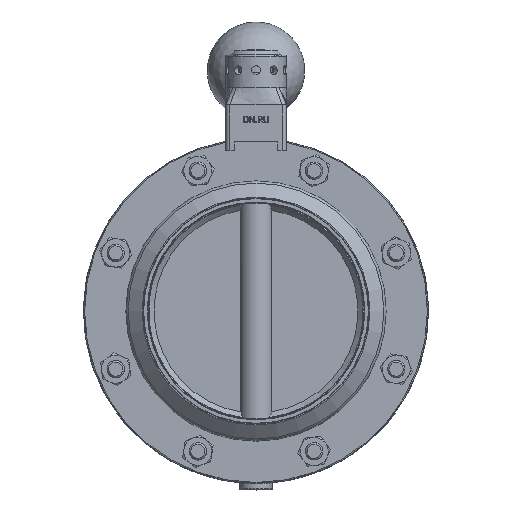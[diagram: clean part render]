
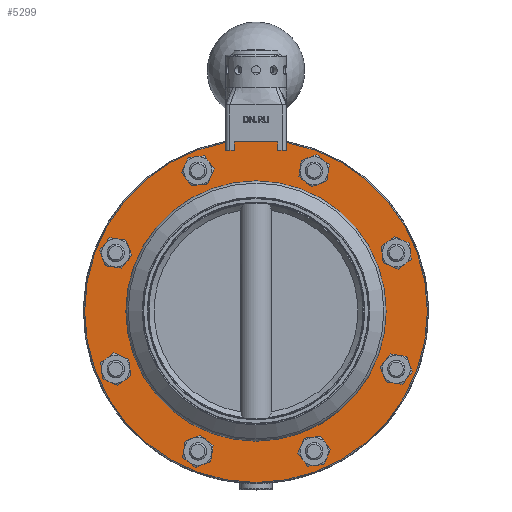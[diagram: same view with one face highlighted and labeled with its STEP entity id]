
A CAD part, top view. The second image highlights one B-rep face of the part: STEP entity #5299.
In plain terms, the highlighted planar face has unit normal (0, 0, 1).
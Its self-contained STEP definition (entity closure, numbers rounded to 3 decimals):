
#163=FACE_BOUND('',#1619,.T.);
#164=FACE_BOUND('',#1620,.T.);
#165=FACE_BOUND('',#1621,.T.);
#166=FACE_BOUND('',#1622,.T.);
#167=FACE_BOUND('',#1623,.T.);
#168=FACE_BOUND('',#1624,.T.);
#169=FACE_BOUND('',#1625,.T.);
#170=FACE_BOUND('',#1626,.T.);
#171=FACE_BOUND('',#1627,.T.);
#276=PLANE('',#5791);
#557=LINE('',#9909,#916);
#560=LINE('',#9919,#919);
#583=LINE('',#10213,#942);
#598=LINE('',#10241,#957);
#599=LINE('',#10245,#958);
#600=LINE('',#10246,#959);
#916=VECTOR('',#6710,10.);
#919=VECTOR('',#6719,10.);
#942=VECTOR('',#6768,10.);
#957=VECTOR('',#6793,10.);
#958=VECTOR('',#6798,10.);
#959=VECTOR('',#6799,10.);
#1320=FACE_OUTER_BOUND('',#1618,.T.);
#1618=EDGE_LOOP('',(#4371,#4372,#4373,#4374,#4375,#4376,#4377,#4378));
#1619=EDGE_LOOP('',(#4379));
#1620=EDGE_LOOP('',(#4380));
#1621=EDGE_LOOP('',(#4381));
#1622=EDGE_LOOP('',(#4382));
#1623=EDGE_LOOP('',(#4383));
#1624=EDGE_LOOP('',(#4384));
#1625=EDGE_LOOP('',(#4385));
#1626=EDGE_LOOP('',(#4386));
#1627=EDGE_LOOP('',(#4387));
#1964=CIRCLE('',#5683,79.);
#2029=CIRCLE('',#5792,79.5);
#2030=CIRCLE('',#5793,60.);
#2031=CIRCLE('',#5794,4.);
#2032=CIRCLE('',#5795,4.);
#2033=CIRCLE('',#5796,4.);
#2034=CIRCLE('',#5797,4.);
#2035=CIRCLE('',#5798,4.);
#2036=CIRCLE('',#5799,4.);
#2037=CIRCLE('',#5800,4.);
#2038=CIRCLE('',#5801,4.);
#2357=VERTEX_POINT('',#8937);
#2360=VERTEX_POINT('',#8951);
#2479=VERTEX_POINT('',#9906);
#2480=VERTEX_POINT('',#9908);
#2483=VERTEX_POINT('',#9916);
#2484=VERTEX_POINT('',#9918);
#2510=VERTEX_POINT('',#10239);
#2511=VERTEX_POINT('',#10243);
#2512=VERTEX_POINT('',#10247);
#2513=VERTEX_POINT('',#10249);
#2514=VERTEX_POINT('',#10251);
#2515=VERTEX_POINT('',#10253);
#2516=VERTEX_POINT('',#10255);
#2517=VERTEX_POINT('',#10257);
#2518=VERTEX_POINT('',#10259);
#2519=VERTEX_POINT('',#10261);
#2520=VERTEX_POINT('',#10263);
#2963=EDGE_CURVE('',#2360,#2357,#1964,.T.);
#3126=EDGE_CURVE('',#2480,#2479,#557,.T.);
#3131=EDGE_CURVE('',#2484,#2483,#560,.T.);
#3164=EDGE_CURVE('',#2360,#2480,#583,.T.);
#3179=EDGE_CURVE('',#2479,#2510,#598,.T.);
#3180=EDGE_CURVE('',#2510,#2511,#2029,.T.);
#3181=EDGE_CURVE('',#2511,#2484,#599,.T.);
#3182=EDGE_CURVE('',#2483,#2357,#600,.T.);
#3183=EDGE_CURVE('',#2512,#2512,#2030,.T.);
#3184=EDGE_CURVE('',#2513,#2513,#2031,.T.);
#3185=EDGE_CURVE('',#2514,#2514,#2032,.T.);
#3186=EDGE_CURVE('',#2515,#2515,#2033,.T.);
#3187=EDGE_CURVE('',#2516,#2516,#2034,.T.);
#3188=EDGE_CURVE('',#2517,#2517,#2035,.T.);
#3189=EDGE_CURVE('',#2518,#2518,#2036,.T.);
#3190=EDGE_CURVE('',#2519,#2519,#2037,.T.);
#3191=EDGE_CURVE('',#2520,#2520,#2038,.T.);
#4371=ORIENTED_EDGE('',*,*,#2963,.F.);
#4372=ORIENTED_EDGE('',*,*,#3164,.T.);
#4373=ORIENTED_EDGE('',*,*,#3126,.T.);
#4374=ORIENTED_EDGE('',*,*,#3179,.T.);
#4375=ORIENTED_EDGE('',*,*,#3180,.T.);
#4376=ORIENTED_EDGE('',*,*,#3181,.T.);
#4377=ORIENTED_EDGE('',*,*,#3131,.T.);
#4378=ORIENTED_EDGE('',*,*,#3182,.T.);
#4379=ORIENTED_EDGE('',*,*,#3183,.T.);
#4380=ORIENTED_EDGE('',*,*,#3184,.T.);
#4381=ORIENTED_EDGE('',*,*,#3185,.T.);
#4382=ORIENTED_EDGE('',*,*,#3186,.T.);
#4383=ORIENTED_EDGE('',*,*,#3187,.T.);
#4384=ORIENTED_EDGE('',*,*,#3188,.T.);
#4385=ORIENTED_EDGE('',*,*,#3189,.T.);
#4386=ORIENTED_EDGE('',*,*,#3190,.T.);
#4387=ORIENTED_EDGE('',*,*,#3191,.T.);
#5299=ADVANCED_FACE('',(#1320,#163,#164,#165,#166,#167,#168,#169,#170,#171),
#276,.T.);
#5683=AXIS2_PLACEMENT_3D('',#8962,#6476,#6477);
#5791=AXIS2_PLACEMENT_3D('',#10242,#6794,#6795);
#5792=AXIS2_PLACEMENT_3D('',#10244,#6796,#6797);
#5793=AXIS2_PLACEMENT_3D('',#10248,#6800,#6801);
#5794=AXIS2_PLACEMENT_3D('',#10250,#6802,#6803);
#5795=AXIS2_PLACEMENT_3D('',#10252,#6804,#6805);
#5796=AXIS2_PLACEMENT_3D('',#10254,#6806,#6807);
#5797=AXIS2_PLACEMENT_3D('',#10256,#6808,#6809);
#5798=AXIS2_PLACEMENT_3D('',#10258,#6810,#6811);
#5799=AXIS2_PLACEMENT_3D('',#10260,#6812,#6813);
#5800=AXIS2_PLACEMENT_3D('',#10262,#6814,#6815);
#5801=AXIS2_PLACEMENT_3D('',#10264,#6816,#6817);
#6476=DIRECTION('center_axis',(0.,0.,-1.));
#6477=DIRECTION('ref_axis',(0.,-1.,0.));
#6710=DIRECTION('',(-1.,0.,0.));
#6719=DIRECTION('',(-1.,0.,0.));
#6768=DIRECTION('',(0.,-1.,0.));
#6793=DIRECTION('',(0.,1.,0.));
#6794=DIRECTION('center_axis',(0.,0.,1.));
#6795=DIRECTION('ref_axis',(1.,0.,0.));
#6796=DIRECTION('center_axis',(0.,0.,1.));
#6797=DIRECTION('ref_axis',(1.,0.,0.));
#6798=DIRECTION('',(0.,-1.,0.));
#6799=DIRECTION('',(0.,1.,0.));
#6800=DIRECTION('center_axis',(0.,0.,-1.));
#6801=DIRECTION('ref_axis',(1.,0.,0.));
#6802=DIRECTION('center_axis',(0.,0.,-1.));
#6803=DIRECTION('ref_axis',(-1.,0.,0.));
#6804=DIRECTION('center_axis',(0.,0.,-1.));
#6805=DIRECTION('ref_axis',(-1.,0.,0.));
#6806=DIRECTION('center_axis',(0.,0.,-1.));
#6807=DIRECTION('ref_axis',(-1.,0.,0.));
#6808=DIRECTION('center_axis',(0.,0.,-1.));
#6809=DIRECTION('ref_axis',(-1.,0.,0.));
#6810=DIRECTION('center_axis',(0.,0.,-1.));
#6811=DIRECTION('ref_axis',(-1.,0.,0.));
#6812=DIRECTION('center_axis',(0.,0.,-1.));
#6813=DIRECTION('ref_axis',(-1.,0.,0.));
#6814=DIRECTION('center_axis',(0.,0.,-1.));
#6815=DIRECTION('ref_axis',(-1.,0.,0.));
#6816=DIRECTION('center_axis',(0.,0.,-1.));
#6817=DIRECTION('ref_axis',(-1.,0.,0.));
#8937=CARTESIAN_POINT('',(-14.,77.75,10.1));
#8951=CARTESIAN_POINT('',(14.,77.75,10.1));
#8962=CARTESIAN_POINT('Origin',(0.,0.,10.1));
#9906=CARTESIAN_POINT('',(13.,74.02,10.1));
#9908=CARTESIAN_POINT('',(14.,74.02,10.1));
#9909=CARTESIAN_POINT('',(0.,74.02,10.1));
#9916=CARTESIAN_POINT('',(-14.,74.02,10.1));
#9918=CARTESIAN_POINT('',(-13.,74.02,10.1));
#9919=CARTESIAN_POINT('',(0.,74.02,10.1));
#10213=CARTESIAN_POINT('',(14.,47.51,10.1));
#10239=CARTESIAN_POINT('',(13.,78.43,10.1));
#10241=CARTESIAN_POINT('',(13.,47.51,10.1));
#10242=CARTESIAN_POINT('Origin',(0.,0.,10.1));
#10243=CARTESIAN_POINT('',(-13.,78.43,10.1));
#10244=CARTESIAN_POINT('Origin',(0.,0.,10.1));
#10245=CARTESIAN_POINT('',(-13.,47.51,10.1));
#10246=CARTESIAN_POINT('',(-14.,47.51,10.1));
#10247=CARTESIAN_POINT('',(-60.,0.,10.1));
#10248=CARTESIAN_POINT('Origin',(0.,0.,10.1));
#10249=CARTESIAN_POINT('',(68.672,-26.788,10.1));
#10250=CARTESIAN_POINT('Origin',(64.672,-26.788,10.1));
#10251=CARTESIAN_POINT('',(68.672,26.788,10.1));
#10252=CARTESIAN_POINT('Origin',(64.672,26.788,10.1));
#10253=CARTESIAN_POINT('',(30.788,64.672,10.1));
#10254=CARTESIAN_POINT('Origin',(26.788,64.672,10.1));
#10255=CARTESIAN_POINT('',(-22.788,64.672,10.1));
#10256=CARTESIAN_POINT('Origin',(-26.788,64.672,10.1));
#10257=CARTESIAN_POINT('',(-60.672,26.788,10.1));
#10258=CARTESIAN_POINT('Origin',(-64.672,26.788,10.1));
#10259=CARTESIAN_POINT('',(-60.672,-26.788,10.1));
#10260=CARTESIAN_POINT('Origin',(-64.672,-26.788,10.1));
#10261=CARTESIAN_POINT('',(-22.788,-64.672,10.1));
#10262=CARTESIAN_POINT('Origin',(-26.788,-64.672,10.1));
#10263=CARTESIAN_POINT('',(30.788,-64.672,10.1));
#10264=CARTESIAN_POINT('Origin',(26.788,-64.672,10.1));
